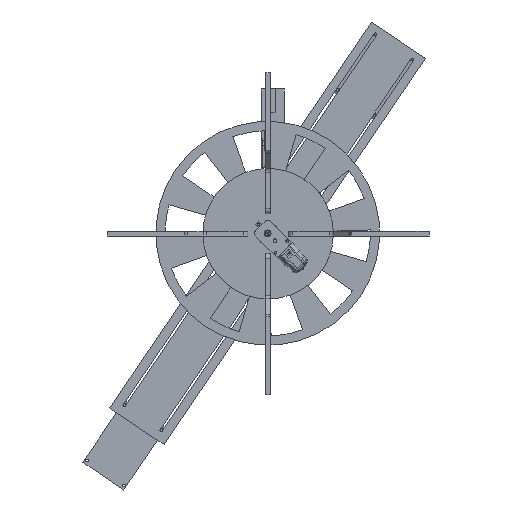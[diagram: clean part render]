
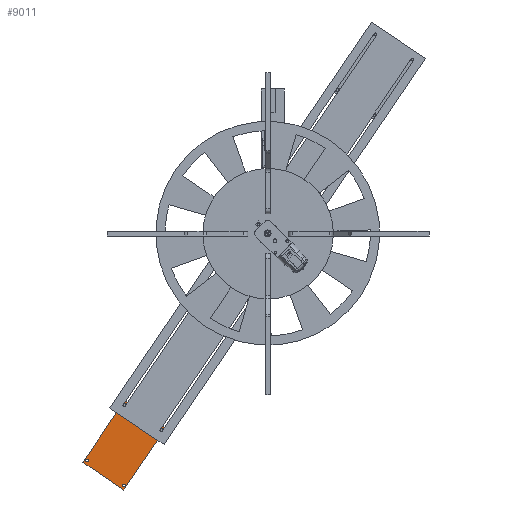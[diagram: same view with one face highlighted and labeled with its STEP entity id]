
A CAD part, front view. The second image highlights one B-rep face of the part: STEP entity #9011.
In plain terms, the highlighted planar face has unit normal (0, -1, 0).
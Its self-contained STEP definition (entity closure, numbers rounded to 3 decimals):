
#484 = DIRECTION ( 'NONE',  ( 0., 0., 1. ) ) ;
#639 = ORIENTED_EDGE ( 'NONE', *, *, #9550, .T. ) ;
#767 = CARTESIAN_POINT ( 'NONE',  ( 4., 0., -1.1 ) ) ;
#1161 = VECTOR ( 'NONE', #4888, 1000. ) ;
#1305 = AXIS2_PLACEMENT_3D ( 'NONE', #14372, #3533, #4781 ) ;
#1354 = DIRECTION ( 'NONE',  ( 0., 0., 1. ) ) ;
#1391 = LINE ( 'NONE', #3457, #1161 ) ;
#1402 = EDGE_CURVE ( 'NONE', #13936, #14365, #4575, .T. ) ;
#1423 = AXIS2_PLACEMENT_3D ( 'NONE', #3971, #11990, #1354 ) ;
#1465 = AXIS2_PLACEMENT_3D ( 'NONE', #16065, #13606, #3985 ) ;
#1855 = CARTESIAN_POINT ( 'NONE',  ( 76., 0., -50.5 ) ) ;
#1899 = VERTEX_POINT ( 'NONE', #6456 ) ;
#1916 = EDGE_LOOP ( 'NONE', ( #6598, #14152, #13356, #8155 ) ) ;
#1951 = DIRECTION ( 'NONE',  ( 0., 0., 1. ) ) ;
#2028 = VERTEX_POINT ( 'NONE', #8203 ) ;
#2133 = ORIENTED_EDGE ( 'NONE', *, *, #8798, .T. ) ;
#2609 = CARTESIAN_POINT ( 'NONE',  ( 4., 0., -49.1 ) ) ;
#2632 = CIRCLE ( 'NONE', #5184, 1.4 ) ;
#2731 = EDGE_CURVE ( 'NONE', #1899, #5771, #16126, .T. ) ;
#3314 = EDGE_CURVE ( 'NONE', #9078, #2028, #2632, .T. ) ;
#3457 = CARTESIAN_POINT ( 'NONE',  ( 0., 0., 0. ) ) ;
#3533 = DIRECTION ( 'NONE',  ( 0., -1., 0. ) ) ;
#3718 = DIRECTION ( 'NONE',  ( 0., 1., 0. ) ) ;
#3860 = AXIS2_PLACEMENT_3D ( 'NONE', #5951, #10013, #12617 ) ;
#3971 = CARTESIAN_POINT ( 'NONE',  ( 4., 0., -2.5 ) ) ;
#3985 = DIRECTION ( 'NONE',  ( 0., 0., 1. ) ) ;
#4307 = CIRCLE ( 'NONE', #3860, 1.4 ) ;
#4532 = AXIS2_PLACEMENT_3D ( 'NONE', #10442, #3718, #7793 ) ;
#4566 = CARTESIAN_POINT ( 'NONE',  ( 0., 0., 0. ) ) ;
#4575 = CIRCLE ( 'NONE', #1465, 1.4 ) ;
#4723 = FACE_BOUND ( 'NONE', #14814, .T. ) ;
#4739 = EDGE_CURVE ( 'NONE', #2028, #9078, #16457, .T. ) ;
#4781 = DIRECTION ( 'NONE',  ( 0., 0., -1. ) ) ;
#4789 = LINE ( 'NONE', #8688, #6260 ) ;
#4850 = AXIS2_PLACEMENT_3D ( 'NONE', #13455, #6736, #9383 ) ;
#4888 = DIRECTION ( 'NONE',  ( 1., 0., 0. ) ) ;
#5184 = AXIS2_PLACEMENT_3D ( 'NONE', #9398, #5391, #13351 ) ;
#5304 = CARTESIAN_POINT ( 'NONE',  ( 76., 0., -51.9 ) ) ;
#5391 = DIRECTION ( 'NONE',  ( 0., 1., 0. ) ) ;
#5603 = CARTESIAN_POINT ( 'NONE',  ( 0., 0., 0. ) ) ;
#5617 = EDGE_CURVE ( 'NONE', #11595, #9723, #14338, .T. ) ;
#5771 = VERTEX_POINT ( 'NONE', #5603 ) ;
#5909 = DIRECTION ( 'NONE',  ( 0., 0., 1. ) ) ;
#5951 = CARTESIAN_POINT ( 'NONE',  ( 76., 0., -2.5 ) ) ;
#6260 = VECTOR ( 'NONE', #8508, 1000. ) ;
#6369 = EDGE_CURVE ( 'NONE', #9723, #1899, #4789, .T. ) ;
#6419 = FACE_BOUND ( 'NONE', #13891, .T. ) ;
#6456 = CARTESIAN_POINT ( 'NONE',  ( 0., 0., -53. ) ) ;
#6598 = ORIENTED_EDGE ( 'NONE', *, *, #6369, .F. ) ;
#6736 = DIRECTION ( 'NONE',  ( 0., 1., 0. ) ) ;
#6773 = VECTOR ( 'NONE', #17424, 1000. ) ;
#7035 = CARTESIAN_POINT ( 'NONE',  ( 4., 0., -3.9 ) ) ;
#7338 = EDGE_CURVE ( 'NONE', #14513, #17099, #14857, .T. ) ;
#7615 = AXIS2_PLACEMENT_3D ( 'NONE', #15574, #8870, #1951 ) ;
#7793 = DIRECTION ( 'NONE',  ( 0., 0., 1. ) ) ;
#7977 = VERTEX_POINT ( 'NONE', #13016 ) ;
#8155 = ORIENTED_EDGE ( 'NONE', *, *, #2731, .F. ) ;
#8203 = CARTESIAN_POINT ( 'NONE',  ( 4., 0., -51.9 ) ) ;
#8508 = DIRECTION ( 'NONE',  ( -1., 0., 0. ) ) ;
#8688 = CARTESIAN_POINT ( 'NONE',  ( 0., 0., -53. ) ) ;
#8798 = EDGE_CURVE ( 'NONE', #17099, #14513, #4307, .T. ) ;
#8870 = DIRECTION ( 'NONE',  ( 0., 1., 0. ) ) ;
#8969 = ORIENTED_EDGE ( 'NONE', *, *, #3314, .T. ) ;
#9011 = ADVANCED_FACE ( 'NONE', ( #4723, #14618, #13375, #6419, #13595 ), #17129, .T. ) ;
#9078 = VERTEX_POINT ( 'NONE', #2609 ) ;
#9171 = VECTOR ( 'NONE', #5909, 1000. ) ;
#9383 = DIRECTION ( 'NONE',  ( 0., 0., 1. ) ) ;
#9398 = CARTESIAN_POINT ( 'NONE',  ( 4., 0., -50.5 ) ) ;
#9550 = EDGE_CURVE ( 'NONE', #7977, #13612, #12299, .T. ) ;
#9591 = ORIENTED_EDGE ( 'NONE', *, *, #15366, .T. ) ;
#9723 = VERTEX_POINT ( 'NONE', #11636 ) ;
#9989 = AXIS2_PLACEMENT_3D ( 'NONE', #1855, #15242, #484 ) ;
#9991 = ORIENTED_EDGE ( 'NONE', *, *, #14598, .T. ) ;
#10013 = DIRECTION ( 'NONE',  ( 0., 1., 0. ) ) ;
#10442 = CARTESIAN_POINT ( 'NONE',  ( 76., 0., -2.5 ) ) ;
#11595 = VERTEX_POINT ( 'NONE', #15961 ) ;
#11615 = EDGE_LOOP ( 'NONE', ( #9591, #639 ) ) ;
#11636 = CARTESIAN_POINT ( 'NONE',  ( 80., 0., -53. ) ) ;
#11990 = DIRECTION ( 'NONE',  ( 0., 1., 0. ) ) ;
#12299 = CIRCLE ( 'NONE', #7615, 1.4 ) ;
#12617 = DIRECTION ( 'NONE',  ( 0., 0., 1. ) ) ;
#13016 = CARTESIAN_POINT ( 'NONE',  ( 76., 0., -49.1 ) ) ;
#13350 = CIRCLE ( 'NONE', #9989, 1.4 ) ;
#13351 = DIRECTION ( 'NONE',  ( 0., 0., 1. ) ) ;
#13356 = ORIENTED_EDGE ( 'NONE', *, *, #13962, .F. ) ;
#13375 = FACE_OUTER_BOUND ( 'NONE', #1916, .T. ) ;
#13455 = CARTESIAN_POINT ( 'NONE',  ( 4., 0., -50.5 ) ) ;
#13579 = CARTESIAN_POINT ( 'NONE',  ( 76., 0., -3.9 ) ) ;
#13595 = FACE_BOUND ( 'NONE', #13819, .T. ) ;
#13606 = DIRECTION ( 'NONE',  ( 0., 1., 0. ) ) ;
#13612 = VERTEX_POINT ( 'NONE', #5304 ) ;
#13819 = EDGE_LOOP ( 'NONE', ( #9991, #16884 ) ) ;
#13891 = EDGE_LOOP ( 'NONE', ( #2133, #17418 ) ) ;
#13936 = VERTEX_POINT ( 'NONE', #767 ) ;
#13962 = EDGE_CURVE ( 'NONE', #5771, #11595, #1391, .T. ) ;
#14152 = ORIENTED_EDGE ( 'NONE', *, *, #5617, .F. ) ;
#14338 = LINE ( 'NONE', #16078, #6773 ) ;
#14365 = VERTEX_POINT ( 'NONE', #7035 ) ;
#14372 = CARTESIAN_POINT ( 'NONE',  ( 0., 0., 0. ) ) ;
#14513 = VERTEX_POINT ( 'NONE', #17226 ) ;
#14598 = EDGE_CURVE ( 'NONE', #14365, #13936, #16915, .T. ) ;
#14618 = FACE_BOUND ( 'NONE', #11615, .T. ) ;
#14814 = EDGE_LOOP ( 'NONE', ( #15009, #8969 ) ) ;
#14857 = CIRCLE ( 'NONE', #4532, 1.4 ) ;
#15009 = ORIENTED_EDGE ( 'NONE', *, *, #4739, .T. ) ;
#15242 = DIRECTION ( 'NONE',  ( 0., 1., 0. ) ) ;
#15366 = EDGE_CURVE ( 'NONE', #13612, #7977, #13350, .T. ) ;
#15574 = CARTESIAN_POINT ( 'NONE',  ( 76., 0., -50.5 ) ) ;
#15961 = CARTESIAN_POINT ( 'NONE',  ( 80., 0., 0. ) ) ;
#16065 = CARTESIAN_POINT ( 'NONE',  ( 4., 0., -2.5 ) ) ;
#16078 = CARTESIAN_POINT ( 'NONE',  ( 80., 0., -53. ) ) ;
#16126 = LINE ( 'NONE', #4566, #9171 ) ;
#16457 = CIRCLE ( 'NONE', #4850, 1.4 ) ;
#16884 = ORIENTED_EDGE ( 'NONE', *, *, #1402, .T. ) ;
#16915 = CIRCLE ( 'NONE', #1423, 1.4 ) ;
#17099 = VERTEX_POINT ( 'NONE', #13579 ) ;
#17129 = PLANE ( 'NONE',  #1305 ) ;
#17226 = CARTESIAN_POINT ( 'NONE',  ( 76., 0., -1.1 ) ) ;
#17418 = ORIENTED_EDGE ( 'NONE', *, *, #7338, .T. ) ;
#17424 = DIRECTION ( 'NONE',  ( 0., 0., -1. ) ) ;
